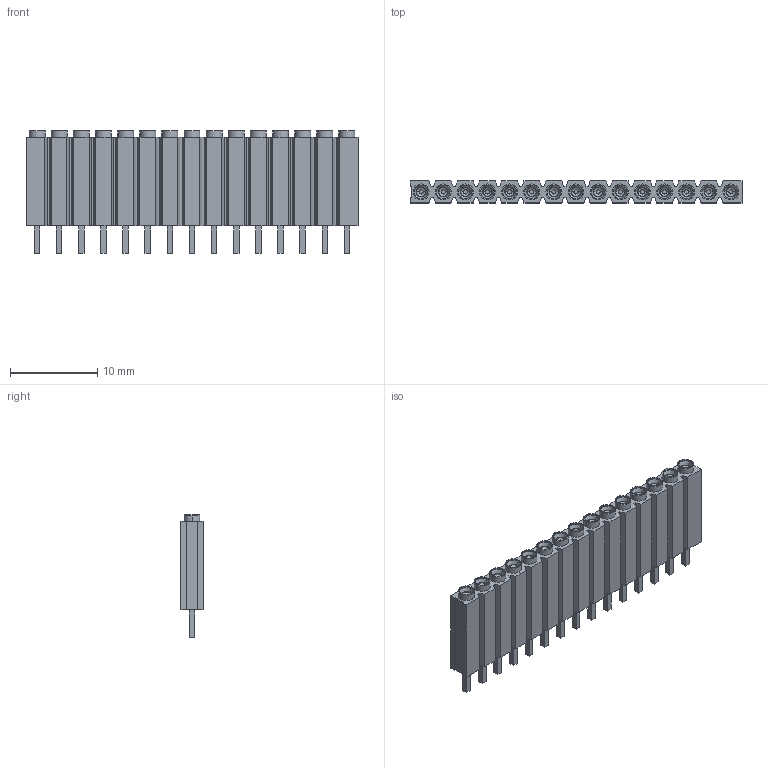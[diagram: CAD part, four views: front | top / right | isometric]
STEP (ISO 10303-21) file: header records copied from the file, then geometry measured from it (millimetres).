
FILE_DESCRIPTION((''),'2;1');
FILE_NAME('SAMTEC_ESS-115-T-04.stp','2013-05-28T15:10:25',(''),(''),'Mechanical Desktop 2011','Mechanical Desktop 2011',', , ');
FILE_SCHEMA(('AUTOMOTIVE_DESIGN { 1 2 10303 214 1 1 1 1 }'));
Length unit declared in the file: millimetre
Products named in the file (1): Product
Bounding box: 38.1 x 2.54 x 14.05 mm (x, y, z)
Volume: 923.9 mm3; surface area: 1549.2 mm2
Topology: 31 solids, 31 shells, 407 faces, 930 edges, 600 vertices
Faces by surface type: plane 257, cylinder 90, cone 60
Entity records: 11453 total; most frequent: DIRECTION 1986, CARTESIAN_POINT 1938, ORIENTED_EDGE 1860, EDGE_CURVE 930, VECTOR 690, LINE 690, AXIS2_PLACEMENT_3D 648, VERTEX_POINT 600
